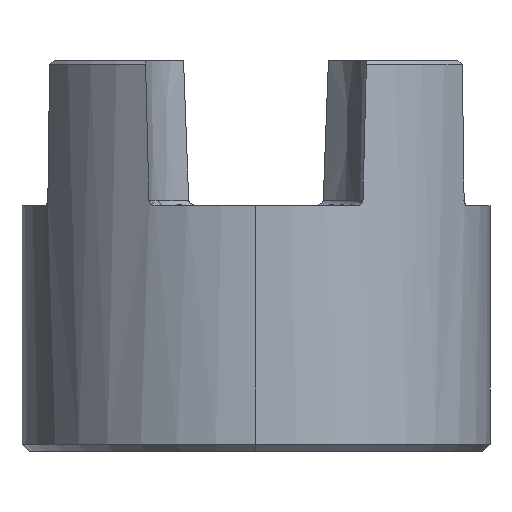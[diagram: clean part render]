
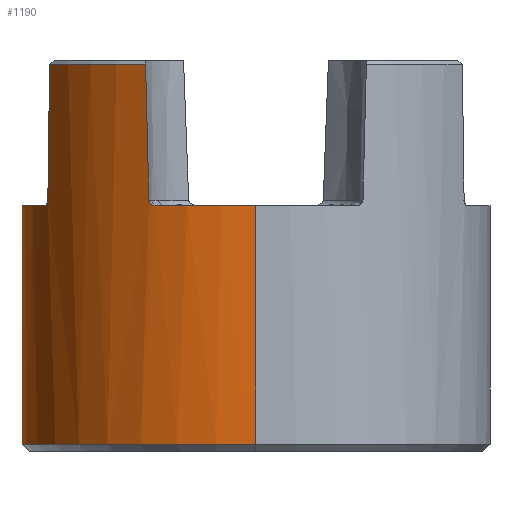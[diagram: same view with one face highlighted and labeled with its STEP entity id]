
A CAD part, front view. The second image highlights one B-rep face of the part: STEP entity #1190.
In plain terms, the highlighted cylindrical face has radius 32.385 mm (diameter 64.77 mm), a partial arc.
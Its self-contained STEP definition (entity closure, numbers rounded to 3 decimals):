
#8 = VERTEX_POINT ( 'NONE', #972 ) ;
#15 = LINE ( 'NONE', #45, #1613 ) ;
#45 = CARTESIAN_POINT ( 'NONE',  ( -32.376, -0.762, 0. ) ) ;
#48 = CIRCLE ( 'NONE', #1596, 32.385 ) ;
#59 = CARTESIAN_POINT ( 'NONE',  ( -28.556, -15.276, 53.594 ) ) ;
#60 = ORIENTED_EDGE ( 'NONE', *, *, #1951, .T. ) ;
#71 = CARTESIAN_POINT ( 'NONE',  ( -29.133, -14.146, 34.036 ) ) ;
#96 = EDGE_CURVE ( 'NONE', #1227, #1808, #256, .T. ) ;
#133 = CARTESIAN_POINT ( 'NONE',  ( -13.942, -29.23, 34.036 ) ) ;
#178 = ORIENTED_EDGE ( 'NONE', *, *, #1683, .F. ) ;
#193 = CARTESIAN_POINT ( 'NONE',  ( -29.034, -14.347, 34.095 ) ) ;
#226 = CARTESIAN_POINT ( 'NONE',  ( 0., 0., 34.036 ) ) ;
#247 = DIRECTION ( 'NONE',  ( 0., 0., 1. ) ) ;
#256 = LINE ( 'NONE', #1248, #1816 ) ;
#257 = DIRECTION ( 'NONE',  ( 1., 0., 0. ) ) ;
#312 = AXIS2_PLACEMENT_3D ( 'NONE', #595, #763, #1230 ) ;
#337 = DIRECTION ( 'NONE',  ( 0., 0., 1. ) ) ;
#386 = EDGE_CURVE ( 'NONE', #8, #445, #494, .T. ) ;
#393 = CARTESIAN_POINT ( 'NONE',  ( -28.556, -15.276, 53.594 ) ) ;
#445 = VERTEX_POINT ( 'NONE', #59 ) ;
#452 = EDGE_CURVE ( 'NONE', #894, #1740, #1628, .T. ) ;
#490 = CARTESIAN_POINT ( 'NONE',  ( -15.276, -28.556, 53.594 ) ) ;
#494 = CIRCLE ( 'NONE', #499, 32.385 ) ;
#496 = CARTESIAN_POINT ( 'NONE',  ( -28.638, -15.122, 47.323 ) ) ;
#499 = AXIS2_PLACEMENT_3D ( 'NONE', #970, #845, #793 ) ;
#528 = CARTESIAN_POINT ( 'NONE',  ( -28.72, -14.966, 41.052 ) ) ;
#537 = CARTESIAN_POINT ( 'NONE',  ( -32.376, -0.762, 34.036 ) ) ;
#595 = CARTESIAN_POINT ( 'NONE',  ( 0., 0., 0. ) ) ;
#620 = CARTESIAN_POINT ( 'NONE',  ( -15.122, -28.638, 47.323 ) ) ;
#645 = CARTESIAN_POINT ( 'NONE',  ( -28.8, -14.81, 34.781 ) ) ;
#673 = CARTESIAN_POINT ( 'NONE',  ( 0., -32.385, 1.016 ) ) ;
#706 = AXIS2_PLACEMENT_3D ( 'NONE', #226, #247, #257 ) ;
#760 = B_SPLINE_CURVE_WITH_KNOTS ( 'NONE', 3,
 ( #1704, #1847, #1887, #1896, #1911, #193, #71, #1902 ),
 .UNSPECIFIED., .F., .F.,
 ( 4, 2, 2, 4 ),
 ( 0., 0., 0.001, 0.001 ),
 .UNSPECIFIED. ) ;
#763 = DIRECTION ( 'NONE',  ( 0., 0., 1. ) ) ;
#793 = DIRECTION ( 'NONE',  ( 0., -1., 0. ) ) ;
#824 = CARTESIAN_POINT ( 'NONE',  ( -32.376, -0.762, 1.016 ) ) ;
#838 = CARTESIAN_POINT ( 'NONE',  ( -14.966, -28.72, 41.052 ) ) ;
#845 = DIRECTION ( 'NONE',  ( 0., 0., -1. ) ) ;
#889 = VERTEX_POINT ( 'NONE', #645 ) ;
#894 = VERTEX_POINT ( 'NONE', #537 ) ;
#903 = CARTESIAN_POINT ( 'NONE',  ( -14.81, -28.8, 34.781 ) ) ;
#937 = CARTESIAN_POINT ( 'NONE',  ( -13.942, -29.23, 34.036 ) ) ;
#940 = EDGE_CURVE ( 'NONE', #1525, #1227, #48, .T. ) ;
#970 = CARTESIAN_POINT ( 'NONE',  ( 0., 0., 53.594 ) ) ;
#972 = CARTESIAN_POINT ( 'NONE',  ( -15.276, -28.556, 53.594 ) ) ;
#979 = CARTESIAN_POINT ( 'NONE',  ( -28.8, -14.81, 34.781 ) ) ;
#985 = VERTEX_POINT ( 'NONE', #133 ) ;
#1001 = VERTEX_POINT ( 'NONE', #1206 ) ;
#1003 = CYLINDRICAL_SURFACE ( 'NONE', #312, 32.385 ) ;
#1055 = B_SPLINE_CURVE_WITH_KNOTS ( 'NONE', 3,
 ( #937, #1158, #1291, #1298, #1306, #1421, #1439, #1459, #1572, #1597 ),
 .UNSPECIFIED., .F., .F.,
 ( 4, 2, 2, 2, 4 ),
 ( 0., 0., 0.001, 0.001, 0.001 ),
 .UNSPECIFIED. ) ;
#1098 = ORIENTED_EDGE ( 'NONE', *, *, #1490, .F. ) ;
#1158 = CARTESIAN_POINT ( 'NONE',  ( -14.044, -29.181, 34.036 ) ) ;
#1185 = ORIENTED_EDGE ( 'NONE', *, *, #386, .T. ) ;
#1190 = ADVANCED_FACE ( 'NONE', ( #1475 ), #1003, .T. ) ;
#1206 = CARTESIAN_POINT ( 'NONE',  ( -14.81, -28.8, 34.781 ) ) ;
#1218 = ORIENTED_EDGE ( 'NONE', *, *, #1453, .F. ) ;
#1227 = VERTEX_POINT ( 'NONE', #673 ) ;
#1230 = DIRECTION ( 'NONE',  ( 0., -1., 0. ) ) ;
#1248 = CARTESIAN_POINT ( 'NONE',  ( 0., -32.385, 0. ) ) ;
#1268 = DIRECTION ( 'NONE',  ( 0., 0., 1. ) ) ;
#1291 = CARTESIAN_POINT ( 'NONE',  ( -14.144, -29.133, 34.051 ) ) ;
#1298 = CARTESIAN_POINT ( 'NONE',  ( -14.338, -29.038, 34.113 ) ) ;
#1306 = CARTESIAN_POINT ( 'NONE',  ( -14.43, -28.993, 34.159 ) ) ;
#1339 = ORIENTED_EDGE ( 'NONE', *, *, #940, .T. ) ;
#1420 = B_SPLINE_CURVE_WITH_KNOTS ( 'NONE', 3,
 ( #393, #496, #528, #979 ),
 .UNSPECIFIED., .F., .F.,
 ( 4, 4 ),
 ( 0.001, 0.019 ),
 .UNSPECIFIED. ) ;
#1421 = CARTESIAN_POINT ( 'NONE',  ( -14.596, -28.909, 34.286 ) ) ;
#1431 = ORIENTED_EDGE ( 'NONE', *, *, #1888, .T. ) ;
#1439 = CARTESIAN_POINT ( 'NONE',  ( -14.669, -28.872, 34.366 ) ) ;
#1453 = EDGE_CURVE ( 'NONE', #1525, #894, #15, .T. ) ;
#1459 = CARTESIAN_POINT ( 'NONE',  ( -14.775, -28.818, 34.558 ) ) ;
#1460 = CARTESIAN_POINT ( 'NONE',  ( -29.23, -13.942, 34.036 ) ) ;
#1475 = FACE_OUTER_BOUND ( 'NONE', #1863, .T. ) ;
#1490 = EDGE_CURVE ( 'NONE', #8, #1001, #1681, .T. ) ;
#1525 = VERTEX_POINT ( 'NONE', #824 ) ;
#1572 = CARTESIAN_POINT ( 'NONE',  ( -14.807, -28.802, 34.668 ) ) ;
#1578 = EDGE_CURVE ( 'NONE', #889, #1740, #760, .T. ) ;
#1596 = AXIS2_PLACEMENT_3D ( 'NONE', #1719, #1726, #1875 ) ;
#1597 = CARTESIAN_POINT ( 'NONE',  ( -14.81, -28.8, 34.781 ) ) ;
#1602 = CARTESIAN_POINT ( 'NONE',  ( 0., -32.385, 34.036 ) ) ;
#1613 = VECTOR ( 'NONE', #337, 1000. ) ;
#1628 = CIRCLE ( 'NONE', #706, 32.385 ) ;
#1660 = ORIENTED_EDGE ( 'NONE', *, *, #1578, .T. ) ;
#1675 = CIRCLE ( 'NONE', #1852, 32.385 ) ;
#1681 = B_SPLINE_CURVE_WITH_KNOTS ( 'NONE', 3,
 ( #490, #620, #838, #903 ),
 .UNSPECIFIED., .F., .F.,
 ( 4, 4 ),
 ( 0.131, 0.15 ),
 .UNSPECIFIED. ) ;
#1683 = EDGE_CURVE ( 'NONE', #985, #1808, #1675, .T. ) ;
#1704 = CARTESIAN_POINT ( 'NONE',  ( -28.8, -14.81, 34.781 ) ) ;
#1719 = CARTESIAN_POINT ( 'NONE',  ( 0., 0., 1.016 ) ) ;
#1726 = DIRECTION ( 'NONE',  ( 0., 0., 1. ) ) ;
#1740 = VERTEX_POINT ( 'NONE', #1460 ) ;
#1777 = CARTESIAN_POINT ( 'NONE',  ( 0., 0., 34.036 ) ) ;
#1779 = DIRECTION ( 'NONE',  ( 0., 0., 1. ) ) ;
#1784 = DIRECTION ( 'NONE',  ( 1., 0., 0. ) ) ;
#1788 = ORIENTED_EDGE ( 'NONE', *, *, #96, .T. ) ;
#1808 = VERTEX_POINT ( 'NONE', #1602 ) ;
#1816 = VECTOR ( 'NONE', #1268, 1000. ) ;
#1847 = CARTESIAN_POINT ( 'NONE',  ( -28.802, -14.807, 34.668 ) ) ;
#1852 = AXIS2_PLACEMENT_3D ( 'NONE', #1777, #1779, #1784 ) ;
#1863 = EDGE_LOOP ( 'NONE', ( #1339, #1788, #178, #1431, #1098, #1185, #60, #1660, #1931, #1218 ) ) ;
#1875 = DIRECTION ( 'NONE',  ( 0., -1., 0. ) ) ;
#1887 = CARTESIAN_POINT ( 'NONE',  ( -28.818, -14.775, 34.558 ) ) ;
#1888 = EDGE_CURVE ( 'NONE', #985, #1001, #1055, .T. ) ;
#1896 = CARTESIAN_POINT ( 'NONE',  ( -28.872, -14.67, 34.368 ) ) ;
#1902 = CARTESIAN_POINT ( 'NONE',  ( -29.23, -13.942, 34.036 ) ) ;
#1911 = CARTESIAN_POINT ( 'NONE',  ( -28.909, -14.597, 34.287 ) ) ;
#1931 = ORIENTED_EDGE ( 'NONE', *, *, #452, .F. ) ;
#1951 = EDGE_CURVE ( 'NONE', #445, #889, #1420, .T. ) ;
